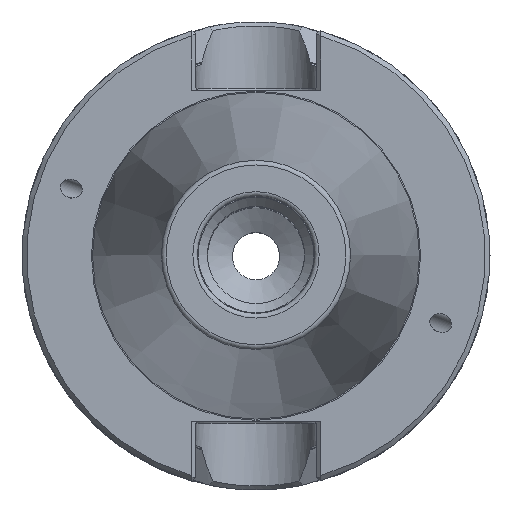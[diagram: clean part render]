
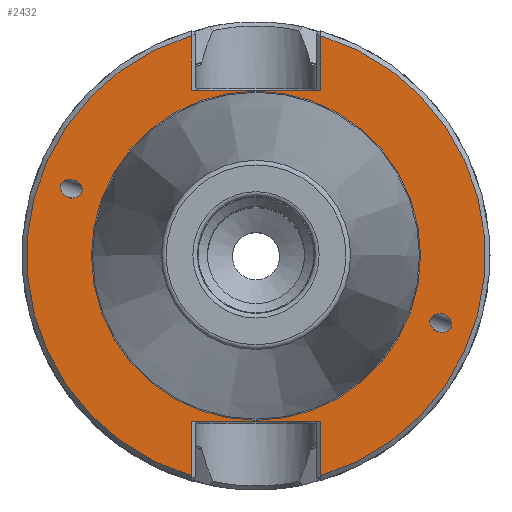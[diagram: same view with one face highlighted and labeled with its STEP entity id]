
A CAD part, top view. The second image highlights one B-rep face of the part: STEP entity #2432.
In plain terms, the highlighted planar face has unit normal (0, 0, 1).
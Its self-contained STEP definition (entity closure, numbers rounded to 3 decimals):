
#30=LINE('',#3557,#84);
#31=LINE('',#3559,#85);
#32=LINE('',#3561,#86);
#33=LINE('',#3562,#87);
#34=LINE('',#3564,#88);
#35=LINE('',#3566,#89);
#84=VECTOR('',#2976,1000.);
#85=VECTOR('',#2977,1000.);
#86=VECTOR('',#2978,1000.);
#87=VECTOR('',#2979,1000.);
#88=VECTOR('',#2980,1000.);
#89=VECTOR('',#2981,1000.);
#130=ELLIPSE('',#2606,2.381,1.95);
#131=ELLIPSE('',#2608,2.381,1.95);
#197=PLANE('',#2618);
#276=CIRCLE('',#2604,35.164);
#277=CIRCLE('',#2614,49.);
#280=CIRCLE('',#2619,49.);
#456=ORIENTED_EDGE('',*,*,#777,.F.);
#457=ORIENTED_EDGE('',*,*,#795,.T.);
#458=ORIENTED_EDGE('',*,*,#796,.T.);
#459=ORIENTED_EDGE('',*,*,#797,.T.);
#460=ORIENTED_EDGE('',*,*,#798,.T.);
#461=ORIENTED_EDGE('',*,*,#789,.T.);
#462=ORIENTED_EDGE('',*,*,#799,.T.);
#463=ORIENTED_EDGE('',*,*,#800,.T.);
#464=ORIENTED_EDGE('',*,*,#801,.T.);
#465=ORIENTED_EDGE('',*,*,#776,.F.);
#466=ORIENTED_EDGE('',*,*,#775,.F.);
#775=EDGE_CURVE('',#977,#977,#276,.T.);
#776=EDGE_CURVE('',#978,#978,#130,.T.);
#777=EDGE_CURVE('',#979,#979,#131,.T.);
#789=EDGE_CURVE('',#991,#990,#277,.T.);
#795=EDGE_CURVE('',#994,#995,#280,.T.);
#796=EDGE_CURVE('',#995,#996,#30,.T.);
#797=EDGE_CURVE('',#996,#997,#31,.T.);
#798=EDGE_CURVE('',#997,#991,#32,.T.);
#799=EDGE_CURVE('',#990,#998,#33,.T.);
#800=EDGE_CURVE('',#998,#999,#34,.T.);
#801=EDGE_CURVE('',#999,#994,#35,.T.);
#977=VERTEX_POINT('',#3484);
#978=VERTEX_POINT('',#3487);
#979=VERTEX_POINT('',#3490);
#990=VERTEX_POINT('',#3539);
#991=VERTEX_POINT('',#3541);
#994=VERTEX_POINT('',#3555);
#995=VERTEX_POINT('',#3556);
#996=VERTEX_POINT('',#3558);
#997=VERTEX_POINT('',#3560);
#998=VERTEX_POINT('',#3563);
#999=VERTEX_POINT('',#3565);
#1246=EDGE_LOOP('',(#456));
#1247=EDGE_LOOP('',(#457,#458,#459,#460,#461,#462,#463,#464));
#1248=EDGE_LOOP('',(#465));
#1249=EDGE_LOOP('',(#466));
#1444=FACE_BOUND('',#1246,.T.);
#1445=FACE_BOUND('',#1247,.T.);
#1446=FACE_BOUND('',#1248,.T.);
#1447=FACE_BOUND('',#1249,.T.);
#2432=ADVANCED_FACE('',(#1444,#1445,#1446,#1447),#197,.T.);
#2604=AXIS2_PLACEMENT_3D('',#3483,#2936,#2937);
#2606=AXIS2_PLACEMENT_3D('',#3486,#2940,#2941);
#2608=AXIS2_PLACEMENT_3D('',#3489,#2944,#2945);
#2614=AXIS2_PLACEMENT_3D('',#3540,#2962,#2963);
#2618=AXIS2_PLACEMENT_3D('',#3553,#2972,#2973);
#2619=AXIS2_PLACEMENT_3D('',#3554,#2974,#2975);
#2936=DIRECTION('',(0.,0.,1.));
#2937=DIRECTION('',(1.,0.,0.));
#2940=DIRECTION('',(0.,0.,1.));
#2941=DIRECTION('',(-0.94,0.342,0.));
#2944=DIRECTION('',(0.,0.,1.));
#2945=DIRECTION('',(0.94,-0.342,0.));
#2962=DIRECTION('',(0.,0.,1.));
#2963=DIRECTION('',(1.,0.,0.));
#2972=DIRECTION('',(0.,0.,1.));
#2973=DIRECTION('',(1.,0.,0.));
#2974=DIRECTION('',(0.,0.,1.));
#2975=DIRECTION('',(1.,0.,0.));
#2976=DIRECTION('',(0.,1.,0.));
#2977=DIRECTION('',(1.,0.,0.));
#2978=DIRECTION('',(0.,-1.,0.));
#2979=DIRECTION('',(0.,-1.,0.));
#2980=DIRECTION('',(-1.,0.,0.));
#2981=DIRECTION('',(0.,1.,0.));
#3483=CARTESIAN_POINT('',(0.,0.,-3.));
#3484=CARTESIAN_POINT('',(35.164,0.,-3.));
#3486=CARTESIAN_POINT('',(39.467,-14.365,-3.));
#3487=CARTESIAN_POINT('',(37.23,-13.551,-3.));
#3489=CARTESIAN_POINT('',(-39.467,14.365,-3.));
#3490=CARTESIAN_POINT('',(-37.23,13.551,-3.));
#3539=CARTESIAN_POINT('',(13.85,47.002,-3.));
#3540=CARTESIAN_POINT('',(0.,0.,-3.));
#3541=CARTESIAN_POINT('',(13.85,-47.002,-3.));
#3553=CARTESIAN_POINT('',(35.164,0.,-3.));
#3554=CARTESIAN_POINT('',(0.,0.,-3.));
#3555=CARTESIAN_POINT('',(-13.85,47.002,-3.));
#3556=CARTESIAN_POINT('',(-13.85,-47.002,-3.));
#3557=CARTESIAN_POINT('',(-13.85,0.,-3.));
#3558=CARTESIAN_POINT('',(-13.85,-35.35,-3.));
#3559=CARTESIAN_POINT('',(35.164,-35.35,-3.));
#3560=CARTESIAN_POINT('',(13.85,-35.35,-3.));
#3561=CARTESIAN_POINT('',(13.85,0.,-3.));
#3562=CARTESIAN_POINT('',(13.85,0.,-3.));
#3563=CARTESIAN_POINT('',(13.85,35.35,-3.));
#3564=CARTESIAN_POINT('',(35.164,35.35,-3.));
#3565=CARTESIAN_POINT('',(-13.85,35.35,-3.));
#3566=CARTESIAN_POINT('',(-13.85,0.,-3.));
